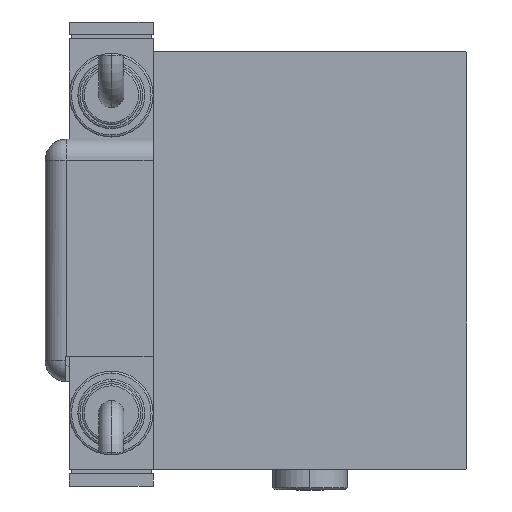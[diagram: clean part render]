
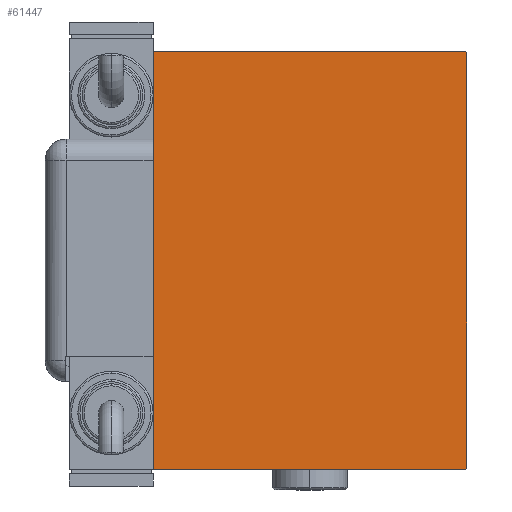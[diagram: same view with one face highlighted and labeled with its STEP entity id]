
A CAD part, left-side view. The second image highlights one B-rep face of the part: STEP entity #61447.
In plain terms, the highlighted face is planar.
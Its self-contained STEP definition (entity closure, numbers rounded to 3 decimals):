
#317 = VECTOR ( 'NONE', #34014, 1000. ) ;
#3251 = LINE ( 'NONE', #41198, #23219 ) ;
#3313 = ORIENTED_EDGE ( 'NONE', *, *, #60022, .T. ) ;
#3894 = ORIENTED_EDGE ( 'NONE', *, *, #16444, .T. ) ;
#5213 = CARTESIAN_POINT ( 'NONE',  ( 98., 0., 0. ) ) ;
#5523 = FACE_OUTER_BOUND ( 'NONE', #49619, .T. ) ;
#5788 = CARTESIAN_POINT ( 'NONE',  ( 98., -37.5, -49.7 ) ) ;
#6349 = CARTESIAN_POINT ( 'NONE',  ( 98., -37.2, -50. ) ) ;
#7202 = VECTOR ( 'NONE', #54110, 1000. ) ;
#7391 = CARTESIAN_POINT ( 'NONE',  ( 98., 37.5, -50. ) ) ;
#7999 = VERTEX_POINT ( 'NONE', #5788 ) ;
#8526 = DIRECTION ( 'NONE',  ( 0., 0.707, 0.707 ) ) ;
#8985 = EDGE_CURVE ( 'NONE', #37952, #47823, #25474, .T. ) ;
#10071 = CARTESIAN_POINT ( 'NONE',  ( 98., -37.5, -50. ) ) ;
#10180 = DIRECTION ( 'NONE',  ( 0., 0., -1. ) ) ;
#10244 = VECTOR ( 'NONE', #30429, 1000. ) ;
#10353 = ORIENTED_EDGE ( 'NONE', *, *, #17527, .T. ) ;
#11459 = LINE ( 'NONE', #16735, #7202 ) ;
#12331 = EDGE_CURVE ( 'NONE', #30158, #37952, #3251, .T. ) ;
#12642 = CARTESIAN_POINT ( 'NONE',  ( 98., -37.5, 49.7 ) ) ;
#12976 = VECTOR ( 'NONE', #47348, 1000. ) ;
#14552 = DIRECTION ( 'NONE',  ( 1., 0., 0. ) ) ;
#15956 = VECTOR ( 'NONE', #60207, 1000. ) ;
#15965 = LINE ( 'NONE', #10071, #317 ) ;
#16055 = CARTESIAN_POINT ( 'NONE',  ( 98., 37.5, -49.7 ) ) ;
#16444 = EDGE_CURVE ( 'NONE', #37130, #30158, #15965, .T. ) ;
#16735 = CARTESIAN_POINT ( 'NONE',  ( 98., 43.6, 43.6 ) ) ;
#17527 = EDGE_CURVE ( 'NONE', #7999, #37130, #47660, .T. ) ;
#18545 = CARTESIAN_POINT ( 'NONE',  ( 98., 37.2, 50. ) ) ;
#19186 = CARTESIAN_POINT ( 'NONE',  ( 98., 37.5, 49.7 ) ) ;
#23219 = VECTOR ( 'NONE', #8526, 1000. ) ;
#23287 = CARTESIAN_POINT ( 'NONE',  ( 98., 37.5, 50. ) ) ;
#23405 = CARTESIAN_POINT ( 'NONE',  ( 98., 37.2, -50. ) ) ;
#24501 = PLANE ( 'NONE',  #52703 ) ;
#24831 = VERTEX_POINT ( 'NONE', #29295 ) ;
#25256 = DIRECTION ( 'NONE',  ( 0., 0.707, -0.707 ) ) ;
#25474 = LINE ( 'NONE', #7391, #10244 ) ;
#29295 = CARTESIAN_POINT ( 'NONE',  ( 98., -37.2, 50. ) ) ;
#29645 = VERTEX_POINT ( 'NONE', #18545 ) ;
#30158 = VERTEX_POINT ( 'NONE', #23405 ) ;
#30429 = DIRECTION ( 'NONE',  ( 0., 0., 1. ) ) ;
#33122 = ORIENTED_EDGE ( 'NONE', *, *, #39710, .T. ) ;
#33877 = ORIENTED_EDGE ( 'NONE', *, *, #59143, .T. ) ;
#34014 = DIRECTION ( 'NONE',  ( 0., 1., 0. ) ) ;
#34373 = VECTOR ( 'NONE', #38813, 1000. ) ;
#36848 = CARTESIAN_POINT ( 'NONE',  ( 98., -37.5, 50. ) ) ;
#37130 = VERTEX_POINT ( 'NONE', #6349 ) ;
#37952 = VERTEX_POINT ( 'NONE', #16055 ) ;
#38001 = LINE ( 'NONE', #55519, #12976 ) ;
#38813 = DIRECTION ( 'NONE',  ( 0., -1., 0. ) ) ;
#39710 = EDGE_CURVE ( 'NONE', #47823, #29645, #11459, .T. ) ;
#41198 = CARTESIAN_POINT ( 'NONE',  ( 98., 43.6, -43.6 ) ) ;
#43297 = CARTESIAN_POINT ( 'NONE',  ( 98., -43.6, -43.6 ) ) ;
#43588 = EDGE_CURVE ( 'NONE', #29645, #24831, #61543, .T. ) ;
#43800 = VERTEX_POINT ( 'NONE', #12642 ) ;
#47348 = DIRECTION ( 'NONE',  ( 0., -0.707, -0.707 ) ) ;
#47660 = LINE ( 'NONE', #43297, #54027 ) ;
#47823 = VERTEX_POINT ( 'NONE', #19186 ) ;
#49619 = EDGE_LOOP ( 'NONE', ( #3894, #57112, #52361, #33122, #58943, #33877, #3313, #10353 ) ) ;
#51197 = LINE ( 'NONE', #36848, #15956 ) ;
#52361 = ORIENTED_EDGE ( 'NONE', *, *, #8985, .T. ) ;
#52703 = AXIS2_PLACEMENT_3D ( 'NONE', #5213, #14552, #10180 ) ;
#54027 = VECTOR ( 'NONE', #25256, 1000. ) ;
#54110 = DIRECTION ( 'NONE',  ( 0., -0.707, 0.707 ) ) ;
#55519 = CARTESIAN_POINT ( 'NONE',  ( 98., -43.6, 43.6 ) ) ;
#57112 = ORIENTED_EDGE ( 'NONE', *, *, #12331, .T. ) ;
#58943 = ORIENTED_EDGE ( 'NONE', *, *, #43588, .T. ) ;
#59143 = EDGE_CURVE ( 'NONE', #24831, #43800, #38001, .T. ) ;
#60022 = EDGE_CURVE ( 'NONE', #43800, #7999, #51197, .T. ) ;
#60207 = DIRECTION ( 'NONE',  ( 0., 0., -1. ) ) ;
#61447 = ADVANCED_FACE ( 'NONE', ( #5523 ), #24501, .T. ) ;
#61543 = LINE ( 'NONE', #23287, #34373 ) ;
